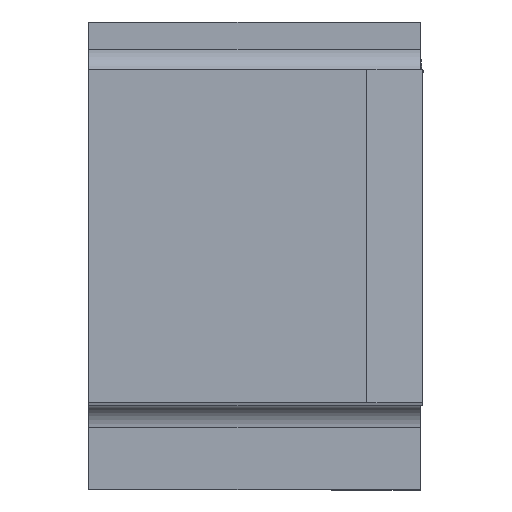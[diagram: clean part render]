
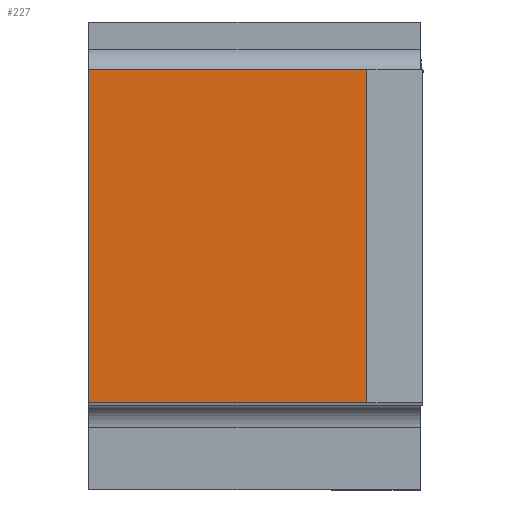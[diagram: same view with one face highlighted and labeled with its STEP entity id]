
A CAD part, top view. The second image highlights one B-rep face of the part: STEP entity #227.
In plain terms, the highlighted planar face has unit normal (0, 0, 1).
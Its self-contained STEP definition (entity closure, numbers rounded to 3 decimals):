
#227=ADVANCED_FACE('CU_BACK_SU1',(#361),#317,.F.);
#317=PLANE('',#1973);
#361=FACE_OUTER_BOUND('',#454,.T.);
#454=EDGE_LOOP('',(#968,#969,#970,#971));
#538=LINE('',#2598,#694);
#560=LINE('',#2695,#716);
#568=LINE('',#2714,#724);
#590=LINE('',#2817,#746);
#694=VECTOR('',#2107,1.);
#716=VECTOR('',#2159,1.);
#724=VECTOR('',#2173,1.);
#746=VECTOR('',#2225,1.);
#968=ORIENTED_EDGE('',*,*,#1590,.T.);
#969=ORIENTED_EDGE('',*,*,#1636,.T.);
#970=ORIENTED_EDGE('',*,*,#1600,.T.);
#971=ORIENTED_EDGE('',*,*,#1558,.F.);
#1388=VERTEX_POINT('',#2597);
#1389=VERTEX_POINT('',#2599);
#1412=VERTEX_POINT('',#2693);
#1418=VERTEX_POINT('',#2706);
#1558=EDGE_CURVE('',#1388,#1389,#538,.T.);
#1590=EDGE_CURVE('',#1388,#1412,#560,.T.);
#1600=EDGE_CURVE('',#1418,#1389,#568,.T.);
#1636=EDGE_CURVE('',#1412,#1418,#590,.T.);
#1973=AXIS2_PLACEMENT_3D('',#2818,#2226,#2227);
#2107=DIRECTION('',(0.,1.,0.));
#2159=DIRECTION('',(1.,0.,0.));
#2173=DIRECTION('',(-1.,0.,0.));
#2225=DIRECTION('',(0.,1.,0.));
#2226=DIRECTION('',(0.,0.,-1.));
#2227=DIRECTION('',(-1.,0.,0.));
#2597=CARTESIAN_POINT('',(0.,0.,0.));
#2598=CARTESIAN_POINT('',(0.,31.925,0.));
#2599=CARTESIAN_POINT('',(0.,11.925,0.));
#2693=CARTESIAN_POINT('',(9.942,0.,0.));
#2695=CARTESIAN_POINT('',(34.549,0.,0.));
#2706=CARTESIAN_POINT('',(9.942,11.925,0.));
#2714=CARTESIAN_POINT('',(34.549,11.925,0.));
#2817=CARTESIAN_POINT('',(9.942,0.,0.));
#2818=CARTESIAN_POINT('',(34.549,31.925,0.));
